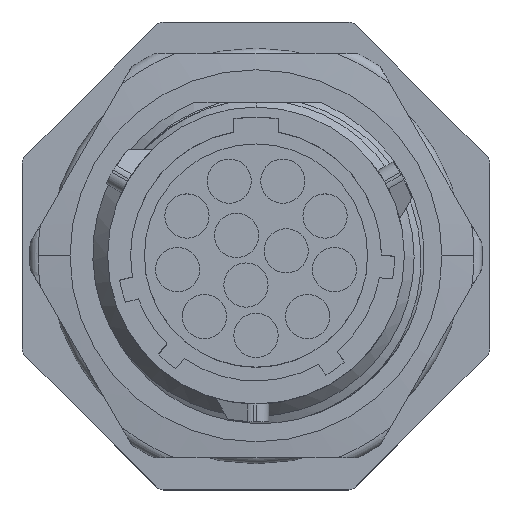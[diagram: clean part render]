
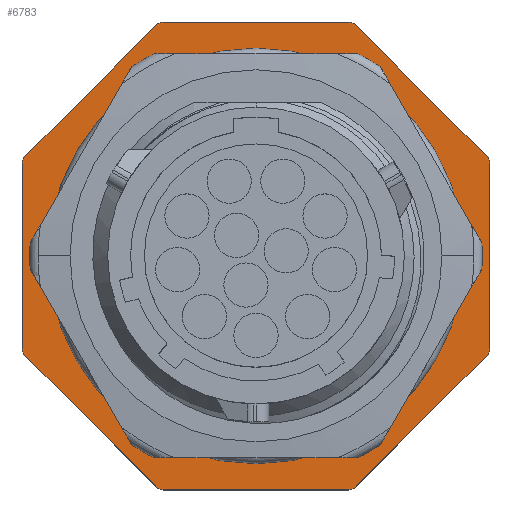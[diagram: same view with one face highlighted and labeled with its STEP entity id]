
A CAD part, top view. The second image highlights one B-rep face of the part: STEP entity #6783.
In plain terms, the highlighted planar face has unit normal (0, 0, 1).
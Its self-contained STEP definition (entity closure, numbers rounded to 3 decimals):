
#1695=DIRECTION('',(0.707,-0.707,0.));
#1696=VECTOR('',#1695,13.835);
#1697=CARTESIAN_POINT('',(7.448,17.23,2.3));
#1698=LINE('',#1697,#1696);
#1699=DIRECTION('',(0.,-1.,0.));
#1700=VECTOR('',#1699,13.835);
#1701=CARTESIAN_POINT('',(17.45,6.917,2.3));
#1702=LINE('',#1701,#1700);
#1703=DIRECTION('',(-0.707,-0.707,0.));
#1704=VECTOR('',#1703,13.835);
#1705=CARTESIAN_POINT('',(17.23,-7.448,2.3));
#1706=LINE('',#1705,#1704);
#1707=DIRECTION('',(-1.,0.,0.));
#1708=VECTOR('',#1707,13.835);
#1709=CARTESIAN_POINT('',(6.917,-17.45,2.3));
#1710=LINE('',#1709,#1708);
#1711=DIRECTION('',(-0.707,0.707,0.));
#1712=VECTOR('',#1711,13.835);
#1713=CARTESIAN_POINT('',(-7.448,-17.23,2.3));
#1714=LINE('',#1713,#1712);
#1715=DIRECTION('',(0.,1.,0.));
#1716=VECTOR('',#1715,13.835);
#1717=CARTESIAN_POINT('',(-17.45,-6.917,2.3));
#1718=LINE('',#1717,#1716);
#1719=DIRECTION('',(0.707,0.707,0.));
#1720=VECTOR('',#1719,13.835);
#1721=CARTESIAN_POINT('',(-17.23,7.448,2.3));
#1722=LINE('',#1721,#1720);
#1723=DIRECTION('',(1.,0.,0.));
#1724=VECTOR('',#1723,13.835);
#1725=CARTESIAN_POINT('',(-6.917,17.45,2.3));
#1726=LINE('',#1725,#1724);
#1727=CARTESIAN_POINT('',(0.,0.,2.3));
#1728=DIRECTION('',(0.,0.,1.));
#1729=DIRECTION('',(-1.,0.,0.));
#1730=AXIS2_PLACEMENT_3D('',#1727,#1728,#1729);
#1732=CARTESIAN_POINT('',(0.,0.,2.3));
#1733=DIRECTION('',(0.,0.,1.));
#1734=DIRECTION('',(1.,0.,0.));
#1735=AXIS2_PLACEMENT_3D('',#1732,#1733,#1734);
#1741=CARTESIAN_POINT('',(6.917,16.7,2.3));
#1742=DIRECTION('',(0.,0.,1.));
#1743=DIRECTION('',(0.707,0.707,0.));
#1744=AXIS2_PLACEMENT_3D('',#1741,#1742,#1743);
#1791=CARTESIAN_POINT('',(-6.917,16.7,2.3));
#1792=DIRECTION('',(0.,0.,1.));
#1793=DIRECTION('',(0.,1.,0.));
#1794=AXIS2_PLACEMENT_3D('',#1791,#1792,#1793);
#1809=CARTESIAN_POINT('',(-16.7,6.917,2.3));
#1810=DIRECTION('',(0.,0.,1.));
#1811=DIRECTION('',(-0.707,0.707,0.));
#1812=AXIS2_PLACEMENT_3D('',#1809,#1810,#1811);
#1827=CARTESIAN_POINT('',(-16.7,-6.917,2.3));
#1828=DIRECTION('',(0.,0.,1.));
#1829=DIRECTION('',(-1.,0.,0.));
#1830=AXIS2_PLACEMENT_3D('',#1827,#1828,#1829);
#1845=CARTESIAN_POINT('',(-6.917,-16.7,2.3));
#1846=DIRECTION('',(0.,0.,1.));
#1847=DIRECTION('',(-0.707,-0.707,0.));
#1848=AXIS2_PLACEMENT_3D('',#1845,#1846,#1847);
#1863=CARTESIAN_POINT('',(6.917,-16.7,2.3));
#1864=DIRECTION('',(0.,0.,1.));
#1865=DIRECTION('',(0.,-1.,0.));
#1866=AXIS2_PLACEMENT_3D('',#1863,#1864,#1865);
#1881=CARTESIAN_POINT('',(16.7,-6.917,2.3));
#1882=DIRECTION('',(0.,0.,1.));
#1883=DIRECTION('',(0.707,-0.707,0.));
#1884=AXIS2_PLACEMENT_3D('',#1881,#1882,#1883);
#1899=CARTESIAN_POINT('',(16.7,6.917,2.3));
#1900=DIRECTION('',(0.,0.,1.));
#1901=DIRECTION('',(1.,0.,0.));
#1902=AXIS2_PLACEMENT_3D('',#1899,#1900,#1901);
#4303=CARTESIAN_POINT('',(7.448,17.23,2.3));
#4305=VERTEX_POINT('',#4303);
#4306=CARTESIAN_POINT('',(6.917,17.45,2.3));
#4307=VERTEX_POINT('',#4306);
#4311=CARTESIAN_POINT('',(17.45,6.917,2.3));
#4313=VERTEX_POINT('',#4311);
#4314=CARTESIAN_POINT('',(17.23,7.448,2.3));
#4315=VERTEX_POINT('',#4314);
#4319=CARTESIAN_POINT('',(17.23,-7.448,2.3));
#4321=VERTEX_POINT('',#4319);
#4322=CARTESIAN_POINT('',(17.45,-6.917,2.3));
#4323=VERTEX_POINT('',#4322);
#4327=CARTESIAN_POINT('',(-6.917,17.45,2.3));
#4329=VERTEX_POINT('',#4327);
#4330=CARTESIAN_POINT('',(-7.448,17.23,2.3));
#4331=VERTEX_POINT('',#4330);
#4335=CARTESIAN_POINT('',(6.917,-17.45,2.3));
#4337=VERTEX_POINT('',#4335);
#4338=CARTESIAN_POINT('',(7.448,-17.23,2.3));
#4339=VERTEX_POINT('',#4338);
#4343=CARTESIAN_POINT('',(-7.448,-17.23,2.3));
#4345=VERTEX_POINT('',#4343);
#4346=CARTESIAN_POINT('',(-6.917,-17.45,2.3));
#4347=VERTEX_POINT('',#4346);
#4351=CARTESIAN_POINT('',(-17.45,-6.917,2.3));
#4353=VERTEX_POINT('',#4351);
#4354=CARTESIAN_POINT('',(-17.23,-7.448,2.3));
#4355=VERTEX_POINT('',#4354);
#4359=CARTESIAN_POINT('',(-17.23,7.448,2.3));
#4361=VERTEX_POINT('',#4359);
#4362=CARTESIAN_POINT('',(-17.45,6.917,2.3));
#4363=VERTEX_POINT('',#4362);
#4818=CARTESIAN_POINT('',(-15.124,0.,2.3));
#4819=CARTESIAN_POINT('',(15.124,0.,2.3));
#4820=VERTEX_POINT('',#4818);
#4821=VERTEX_POINT('',#4819);
#6740=CARTESIAN_POINT('',(0.,0.,2.3));
#6741=DIRECTION('',(0.,0.,-1.));
#6742=DIRECTION('',(0.,-1.,0.));
#6743=AXIS2_PLACEMENT_3D('',#6740,#6741,#6742);
#6744=PLANE('',#6743);
#6746=ORIENTED_EDGE('',*,*,#6745,.F.);
#6748=ORIENTED_EDGE('',*,*,#6747,.T.);
#6750=ORIENTED_EDGE('',*,*,#6749,.F.);
#6752=ORIENTED_EDGE('',*,*,#6751,.T.);
#6754=ORIENTED_EDGE('',*,*,#6753,.F.);
#6756=ORIENTED_EDGE('',*,*,#6755,.T.);
#6758=ORIENTED_EDGE('',*,*,#6757,.F.);
#6760=ORIENTED_EDGE('',*,*,#6759,.T.);
#6762=ORIENTED_EDGE('',*,*,#6761,.F.);
#6764=ORIENTED_EDGE('',*,*,#6763,.T.);
#6766=ORIENTED_EDGE('',*,*,#6765,.F.);
#6768=ORIENTED_EDGE('',*,*,#6767,.T.);
#6770=ORIENTED_EDGE('',*,*,#6769,.F.);
#6772=ORIENTED_EDGE('',*,*,#6771,.T.);
#6774=ORIENTED_EDGE('',*,*,#6773,.F.);
#6776=ORIENTED_EDGE('',*,*,#6775,.T.);
#6777=EDGE_LOOP('',(#6746,#6748,#6750,#6752,#6754,#6756,#6758,#6760,#6762,#6764,
#6766,#6768,#6770,#6772,#6774,#6776));
#6778=FACE_OUTER_BOUND('',#6777,.F.);
#6779=ORIENTED_EDGE('',*,*,#6707,.T.);
#6780=ORIENTED_EDGE('',*,*,#6722,.T.);
#6781=EDGE_LOOP('',(#6779,#6780));
#6782=FACE_BOUND('',#6781,.F.);
#6783=ADVANCED_FACE('',(#6778,#6782),#6744,.F.);
#1731=CIRCLE('',#1730,15.124);
#1736=CIRCLE('',#1735,15.124);
#1745=CIRCLE('',#1744,0.75);
#1795=CIRCLE('',#1794,0.75);
#1813=CIRCLE('',#1812,0.75);
#1831=CIRCLE('',#1830,0.75);
#1849=CIRCLE('',#1848,0.75);
#1867=CIRCLE('',#1866,0.75);
#1885=CIRCLE('',#1884,0.75);
#1903=CIRCLE('',#1902,0.75);
#6707=EDGE_CURVE('',#4820,#4821,#1731,.T.);
#6722=EDGE_CURVE('',#4821,#4820,#1736,.T.);
#6745=EDGE_CURVE('',#4305,#4307,#1745,.T.);
#6747=EDGE_CURVE('',#4305,#4315,#1698,.T.);
#6749=EDGE_CURVE('',#4313,#4315,#1903,.T.);
#6751=EDGE_CURVE('',#4313,#4323,#1702,.T.);
#6753=EDGE_CURVE('',#4321,#4323,#1885,.T.);
#6755=EDGE_CURVE('',#4321,#4339,#1706,.T.);
#6757=EDGE_CURVE('',#4337,#4339,#1867,.T.);
#6759=EDGE_CURVE('',#4337,#4347,#1710,.T.);
#6761=EDGE_CURVE('',#4345,#4347,#1849,.T.);
#6763=EDGE_CURVE('',#4345,#4355,#1714,.T.);
#6765=EDGE_CURVE('',#4353,#4355,#1831,.T.);
#6767=EDGE_CURVE('',#4353,#4363,#1718,.T.);
#6769=EDGE_CURVE('',#4361,#4363,#1813,.T.);
#6771=EDGE_CURVE('',#4361,#4331,#1722,.T.);
#6773=EDGE_CURVE('',#4329,#4331,#1795,.T.);
#6775=EDGE_CURVE('',#4329,#4307,#1726,.T.);
